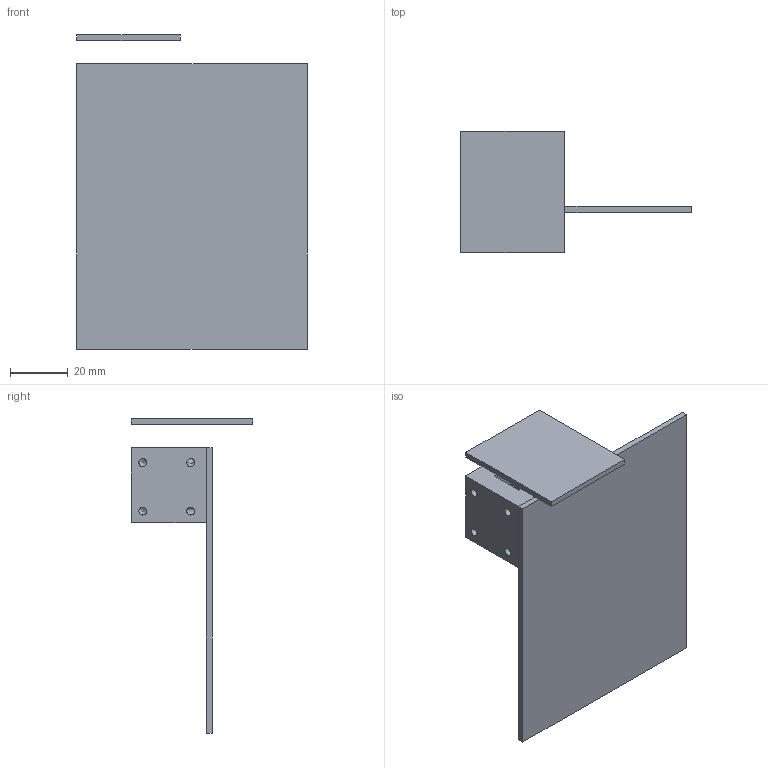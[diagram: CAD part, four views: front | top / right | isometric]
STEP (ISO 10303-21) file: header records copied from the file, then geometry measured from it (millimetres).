
FILE_DESCRIPTION(/* description */ (''),/* implementation_level */ '2;1');
FILE_NAME(/* name */ 'CRD_approx.step',/* time_stamp */ '2022-03-14T23:27:04-04:00',/* author */ (''),/* organization */ (''),/* preprocessor_version */ 'ST-DEVELOPER v18.1',/* originating_system */ 'Autodesk Translation Framework v10.13.0.1454',/* authorisation */ '');
FILE_SCHEMA (('AUTOMOTIVE_DESIGN { 1 0 10303 214 3 1 1 }'));
Length unit declared in the file: millimetre
Products named in the file (13): mainv1; scintillator; sheildingv1; tiny; PCB Component; Board; PM33XX-WB; 621006245821; 621006245821_Housing; 6210xx245821_PIN; SiPM; SiPM_fake; CRD_fake
Assembly tree (17 placements, depth 5):
  mainv1
    scintillator
    sheildingv1
    tiny
      PCB Component
        Board
        PM33XX-WB
        621006245821
          621006245821_Housing
          6210xx245821_PIN  x6
    SiPM
    SiPM_fake
    CRD_fake
Bounding box: 80 x 42 x 109 mm (x, y, z)
Volume: 34333.6 mm3; surface area: 26691 mm2
Topology: 14 solids, 14 shells, 291 faces, 711 edges, 447 vertices
Faces by surface type: plane 249, cylinder 22, sphere 12, cone 8
Full cylindrical faces by diameter (mm): 0.35 x2, 2.769 x8
Entity records: 6426 total; most frequent: CARTESIAN_POINT 1140, DIRECTION 995, ORIENTED_EDGE 988, EDGE_CURVE 494, LINE 433, VECTOR 433, VERTEX_POINT 327, AXIS2_PLACEMENT_3D 281
